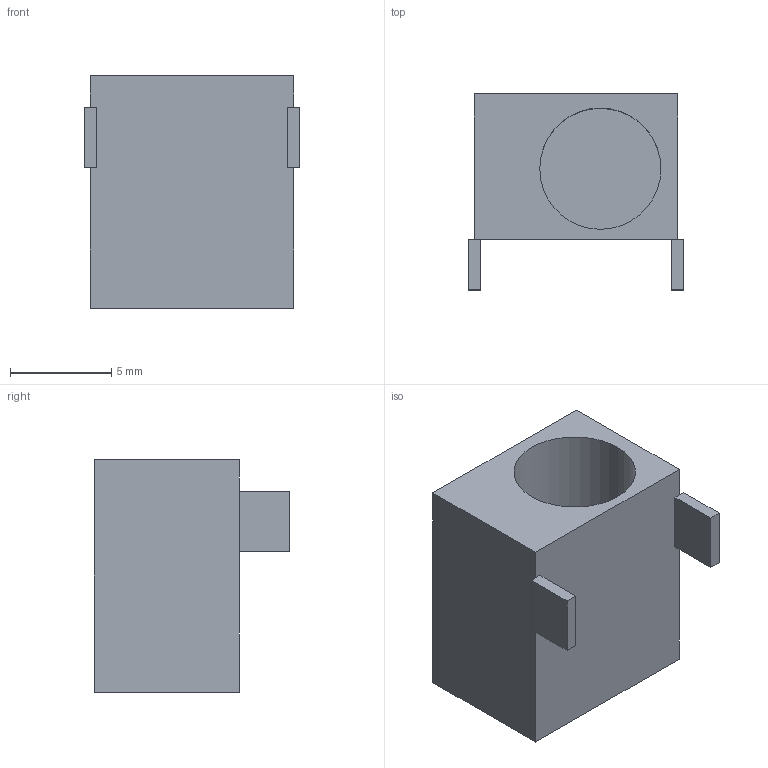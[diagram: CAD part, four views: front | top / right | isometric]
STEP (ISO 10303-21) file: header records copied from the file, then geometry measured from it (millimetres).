
FILE_DESCRIPTION (( 'STEP AP214' ), '1' );
FILE_NAME ('DC_Power_Port.STEP', '2022-05-26T04:29:26', ( '' ), ( '' ), 'SwSTEP 2.0', 'SolidWorks 2020', '' );
FILE_SCHEMA (( 'AUTOMOTIVE_DESIGN' ));
Length unit declared in the file: millimetre
Products named in the file (1): DC_Power_Port
Bounding box: 10.65 x 9.7 x 11.5 mm (x, y, z)
Volume: 609.3 mm3; surface area: 735.6 mm2
Topology: 1 solids, 1 shells, 21 faces, 50 edges, 32 vertices
Faces by surface type: plane 19, cylinder 2
Entity records: 630 total; most frequent: CARTESIAN_POINT 104, ORIENTED_EDGE 100, DIRECTION 98, EDGE_CURVE 50, VECTOR 46, LINE 46, VERTEX_POINT 32, AXIS2_PLACEMENT_3D 26
